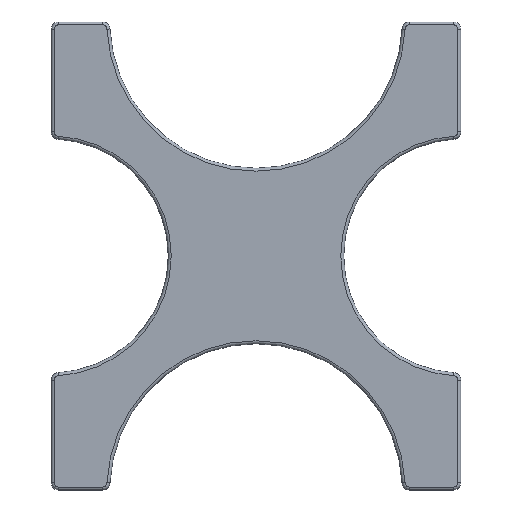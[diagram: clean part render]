
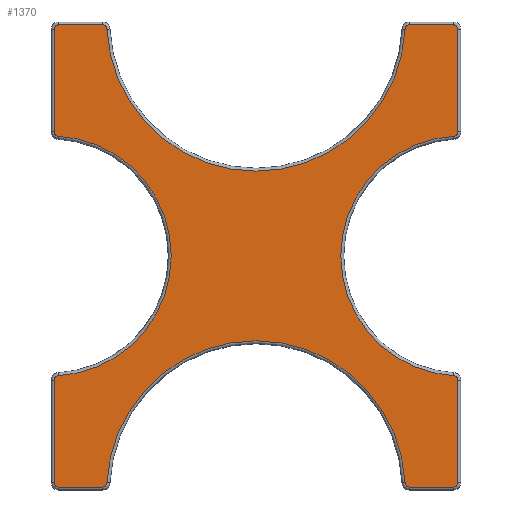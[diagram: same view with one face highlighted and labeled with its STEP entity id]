
A CAD part, top view. The second image highlights one B-rep face of the part: STEP entity #1370.
In plain terms, the highlighted planar face has unit normal (0, 0, 1).
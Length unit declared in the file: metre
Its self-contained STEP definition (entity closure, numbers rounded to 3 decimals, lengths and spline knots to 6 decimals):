
#112=CIRCLE('',#1509,0.0015);
#113=CIRCLE('',#1510,0.0015);
#114=CIRCLE('',#1511,0.0015);
#115=CIRCLE('',#1512,0.041);
#116=CIRCLE('',#1513,0.0015);
#117=CIRCLE('',#1514,0.0015);
#118=CIRCLE('',#1515,0.0015);
#119=CIRCLE('',#1516,0.051);
#120=CIRCLE('',#1517,0.0015);
#121=CIRCLE('',#1518,0.0015);
#122=CIRCLE('',#1519,0.0015);
#123=CIRCLE('',#1520,0.041);
#124=CIRCLE('',#1521,0.0015);
#125=CIRCLE('',#1522,0.0015);
#126=CIRCLE('',#1523,0.0015);
#127=CIRCLE('',#1524,0.051);
#348=ORIENTED_EDGE('',*,*,#726,.T.);
#349=ORIENTED_EDGE('',*,*,#727,.T.);
#350=ORIENTED_EDGE('',*,*,#728,.T.);
#351=ORIENTED_EDGE('',*,*,#729,.T.);
#352=ORIENTED_EDGE('',*,*,#730,.T.);
#353=ORIENTED_EDGE('',*,*,#731,.T.);
#354=ORIENTED_EDGE('',*,*,#732,.T.);
#355=ORIENTED_EDGE('',*,*,#733,.T.);
#356=ORIENTED_EDGE('',*,*,#734,.T.);
#357=ORIENTED_EDGE('',*,*,#735,.T.);
#358=ORIENTED_EDGE('',*,*,#736,.T.);
#359=ORIENTED_EDGE('',*,*,#737,.T.);
#360=ORIENTED_EDGE('',*,*,#738,.T.);
#361=ORIENTED_EDGE('',*,*,#739,.T.);
#362=ORIENTED_EDGE('',*,*,#740,.T.);
#363=ORIENTED_EDGE('',*,*,#741,.T.);
#364=ORIENTED_EDGE('',*,*,#742,.T.);
#365=ORIENTED_EDGE('',*,*,#743,.T.);
#366=ORIENTED_EDGE('',*,*,#744,.T.);
#367=ORIENTED_EDGE('',*,*,#745,.T.);
#368=ORIENTED_EDGE('',*,*,#746,.T.);
#369=ORIENTED_EDGE('',*,*,#747,.T.);
#370=ORIENTED_EDGE('',*,*,#748,.T.);
#371=ORIENTED_EDGE('',*,*,#749,.T.);
#726=EDGE_CURVE('',#922,#923,#112,.T.);
#727=EDGE_CURVE('',#923,#924,#1040,.F.);
#728=EDGE_CURVE('',#924,#925,#113,.T.);
#729=EDGE_CURVE('',#925,#926,#1041,.T.);
#730=EDGE_CURVE('',#926,#927,#114,.T.);
#731=EDGE_CURVE('',#927,#928,#115,.F.);
#732=EDGE_CURVE('',#928,#929,#116,.T.);
#733=EDGE_CURVE('',#929,#930,#1042,.T.);
#734=EDGE_CURVE('',#930,#931,#117,.T.);
#735=EDGE_CURVE('',#931,#932,#1043,.T.);
#736=EDGE_CURVE('',#932,#933,#118,.T.);
#737=EDGE_CURVE('',#933,#934,#119,.F.);
#738=EDGE_CURVE('',#934,#935,#120,.T.);
#739=EDGE_CURVE('',#935,#936,#1044,.T.);
#740=EDGE_CURVE('',#936,#937,#121,.T.);
#741=EDGE_CURVE('',#937,#938,#1045,.F.);
#742=EDGE_CURVE('',#938,#939,#122,.T.);
#743=EDGE_CURVE('',#939,#940,#123,.F.);
#744=EDGE_CURVE('',#940,#941,#124,.T.);
#745=EDGE_CURVE('',#941,#942,#1046,.F.);
#746=EDGE_CURVE('',#942,#943,#125,.T.);
#747=EDGE_CURVE('',#943,#944,#1047,.F.);
#748=EDGE_CURVE('',#944,#945,#126,.T.);
#749=EDGE_CURVE('',#945,#922,#127,.F.);
#922=VERTEX_POINT('',#2393);
#923=VERTEX_POINT('',#2394);
#924=VERTEX_POINT('',#2396);
#925=VERTEX_POINT('',#2398);
#926=VERTEX_POINT('',#2400);
#927=VERTEX_POINT('',#2402);
#928=VERTEX_POINT('',#2404);
#929=VERTEX_POINT('',#2406);
#930=VERTEX_POINT('',#2408);
#931=VERTEX_POINT('',#2410);
#932=VERTEX_POINT('',#2412);
#933=VERTEX_POINT('',#2414);
#934=VERTEX_POINT('',#2416);
#935=VERTEX_POINT('',#2418);
#936=VERTEX_POINT('',#2420);
#937=VERTEX_POINT('',#2422);
#938=VERTEX_POINT('',#2424);
#939=VERTEX_POINT('',#2426);
#940=VERTEX_POINT('',#2428);
#941=VERTEX_POINT('',#2430);
#942=VERTEX_POINT('',#2432);
#943=VERTEX_POINT('',#2434);
#944=VERTEX_POINT('',#2436);
#945=VERTEX_POINT('',#2438);
#1040=LINE('',#2395,#1126);
#1041=LINE('',#2399,#1127);
#1042=LINE('',#2407,#1128);
#1043=LINE('',#2411,#1129);
#1044=LINE('',#2419,#1130);
#1045=LINE('',#2423,#1131);
#1046=LINE('',#2431,#1132);
#1047=LINE('',#2435,#1133);
#1126=VECTOR('',#1849,1.);
#1127=VECTOR('',#1852,1.);
#1128=VECTOR('',#1859,1.);
#1129=VECTOR('',#1862,1.);
#1130=VECTOR('',#1869,1.);
#1131=VECTOR('',#1872,1.);
#1132=VECTOR('',#1879,1.);
#1133=VECTOR('',#1882,1.);
#1170=EDGE_LOOP('',(#348,#349,#350,#351,#352,#353,#354,#355,#356,#357,#358,
#359,#360,#361,#362,#363,#364,#365,#366,#367,#368,#369,#370,#371));
#1260=FACE_BOUND('',#1170,.T.);
#1340=PLANE('',#1508);
#1370=ADVANCED_FACE('',(#1260),#1340,.T.);
#1508=AXIS2_PLACEMENT_3D('',#2391,#1845,#1846);
#1509=AXIS2_PLACEMENT_3D('',#2392,#1847,#1848);
#1510=AXIS2_PLACEMENT_3D('',#2397,#1850,#1851);
#1511=AXIS2_PLACEMENT_3D('',#2401,#1853,#1854);
#1512=AXIS2_PLACEMENT_3D('',#2403,#1855,#1856);
#1513=AXIS2_PLACEMENT_3D('',#2405,#1857,#1858);
#1514=AXIS2_PLACEMENT_3D('',#2409,#1860,#1861);
#1515=AXIS2_PLACEMENT_3D('',#2413,#1863,#1864);
#1516=AXIS2_PLACEMENT_3D('',#2415,#1865,#1866);
#1517=AXIS2_PLACEMENT_3D('',#2417,#1867,#1868);
#1518=AXIS2_PLACEMENT_3D('',#2421,#1870,#1871);
#1519=AXIS2_PLACEMENT_3D('',#2425,#1873,#1874);
#1520=AXIS2_PLACEMENT_3D('',#2427,#1875,#1876);
#1521=AXIS2_PLACEMENT_3D('',#2429,#1877,#1878);
#1522=AXIS2_PLACEMENT_3D('',#2433,#1880,#1881);
#1523=AXIS2_PLACEMENT_3D('',#2437,#1883,#1884);
#1524=AXIS2_PLACEMENT_3D('',#2439,#1885,#1886);
#1845=DIRECTION('',(0.,0.,1.));
#1846=DIRECTION('',(1.,0.,0.));
#1847=DIRECTION('',(0.,0.,1.));
#1848=DIRECTION('',(1.,0.,0.));
#1849=DIRECTION('',(-1.,0.,0.));
#1850=DIRECTION('',(0.,0.,1.));
#1851=DIRECTION('',(1.,0.,0.));
#1852=DIRECTION('',(0.,1.,0.));
#1853=DIRECTION('',(0.,0.,1.));
#1854=DIRECTION('',(1.,0.,0.));
#1855=DIRECTION('',(0.,0.,1.));
#1856=DIRECTION('',(1.,0.,0.));
#1857=DIRECTION('',(0.,0.,1.));
#1858=DIRECTION('',(1.,0.,0.));
#1859=DIRECTION('',(0.,1.,0.));
#1860=DIRECTION('',(0.,0.,1.));
#1861=DIRECTION('',(1.,0.,0.));
#1862=DIRECTION('',(-1.,0.,0.));
#1863=DIRECTION('',(0.,0.,1.));
#1864=DIRECTION('',(1.,0.,0.));
#1865=DIRECTION('',(0.,0.,1.));
#1866=DIRECTION('',(1.,0.,0.));
#1867=DIRECTION('',(0.,0.,1.));
#1868=DIRECTION('',(1.,0.,0.));
#1869=DIRECTION('',(-1.,0.,0.));
#1870=DIRECTION('',(0.,0.,1.));
#1871=DIRECTION('',(1.,0.,0.));
#1872=DIRECTION('',(0.,1.,0.));
#1873=DIRECTION('',(0.,0.,1.));
#1874=DIRECTION('',(1.,0.,0.));
#1875=DIRECTION('',(0.,0.,1.));
#1876=DIRECTION('',(1.,0.,0.));
#1877=DIRECTION('',(0.,0.,1.));
#1878=DIRECTION('',(1.,0.,0.));
#1879=DIRECTION('',(0.,1.,0.));
#1880=DIRECTION('',(0.,0.,1.));
#1881=DIRECTION('',(1.,0.,0.));
#1882=DIRECTION('',(-1.,0.,0.));
#1883=DIRECTION('',(0.,0.,1.));
#1884=DIRECTION('',(1.,0.,0.));
#1885=DIRECTION('',(0.,0.,1.));
#1886=DIRECTION('',(1.,0.,0.));
#2391=CARTESIAN_POINT('',(0.002036,-0.003654,0.265));
#2392=CARTESIAN_POINT('',(0.05244,-0.0775,0.265));
#2393=CARTESIAN_POINT('',(0.050942,-0.077571,0.265));
#2394=CARTESIAN_POINT('',(0.05244,-0.079,0.265));
#2395=CARTESIAN_POINT('',(0.002036,-0.079,0.265));
#2396=CARTESIAN_POINT('',(0.0675,-0.079,0.265));
#2397=CARTESIAN_POINT('',(0.0675,-0.0775,0.265));
#2398=CARTESIAN_POINT('',(0.069,-0.0775,0.265));
#2399=CARTESIAN_POINT('',(0.069,-0.042426,0.265));
#2400=CARTESIAN_POINT('',(0.069,-0.042426,0.265));
#2401=CARTESIAN_POINT('',(0.0675,-0.042426,0.265));
#2402=CARTESIAN_POINT('',(0.067588,-0.040929,0.265));
#2403=CARTESIAN_POINT('',(0.07,0.,0.265));
#2404=CARTESIAN_POINT('',(0.067588,0.040929,0.265));
#2405=CARTESIAN_POINT('',(0.0675,0.042426,0.265));
#2406=CARTESIAN_POINT('',(0.069,0.042426,0.265));
#2407=CARTESIAN_POINT('',(0.069,0.0775,0.265));
#2408=CARTESIAN_POINT('',(0.069,0.0775,0.265));
#2409=CARTESIAN_POINT('',(0.0675,0.0775,0.265));
#2410=CARTESIAN_POINT('',(0.0675,0.079,0.265));
#2411=CARTESIAN_POINT('',(0.05244,0.079,0.265));
#2412=CARTESIAN_POINT('',(0.05244,0.079,0.265));
#2413=CARTESIAN_POINT('',(0.05244,0.0775,0.265));
#2414=CARTESIAN_POINT('',(0.050942,0.077571,0.265));
#2415=CARTESIAN_POINT('',(0.,0.08,0.265));
#2416=CARTESIAN_POINT('',(-0.050942,0.077571,0.265));
#2417=CARTESIAN_POINT('',(-0.05244,0.0775,0.265));
#2418=CARTESIAN_POINT('',(-0.05244,0.079,0.265));
#2419=CARTESIAN_POINT('',(-0.0675,0.079,0.265));
#2420=CARTESIAN_POINT('',(-0.0675,0.079,0.265));
#2421=CARTESIAN_POINT('',(-0.0675,0.0775,0.265));
#2422=CARTESIAN_POINT('',(-0.069,0.0775,0.265));
#2423=CARTESIAN_POINT('',(-0.069,-0.003654,0.265));
#2424=CARTESIAN_POINT('',(-0.069,0.042426,0.265));
#2425=CARTESIAN_POINT('',(-0.0675,0.042426,0.265));
#2426=CARTESIAN_POINT('',(-0.067588,0.040929,0.265));
#2427=CARTESIAN_POINT('',(-0.07,0.,0.265));
#2428=CARTESIAN_POINT('',(-0.067588,-0.040929,0.265));
#2429=CARTESIAN_POINT('',(-0.0675,-0.042426,0.265));
#2430=CARTESIAN_POINT('',(-0.069,-0.042426,0.265));
#2431=CARTESIAN_POINT('',(-0.069,-0.003654,0.265));
#2432=CARTESIAN_POINT('',(-0.069,-0.0775,0.265));
#2433=CARTESIAN_POINT('',(-0.0675,-0.0775,0.265));
#2434=CARTESIAN_POINT('',(-0.0675,-0.079,0.265));
#2435=CARTESIAN_POINT('',(0.002036,-0.079,0.265));
#2436=CARTESIAN_POINT('',(-0.05244,-0.079,0.265));
#2437=CARTESIAN_POINT('',(-0.05244,-0.0775,0.265));
#2438=CARTESIAN_POINT('',(-0.050942,-0.077571,0.265));
#2439=CARTESIAN_POINT('',(0.,-0.08,0.265));
